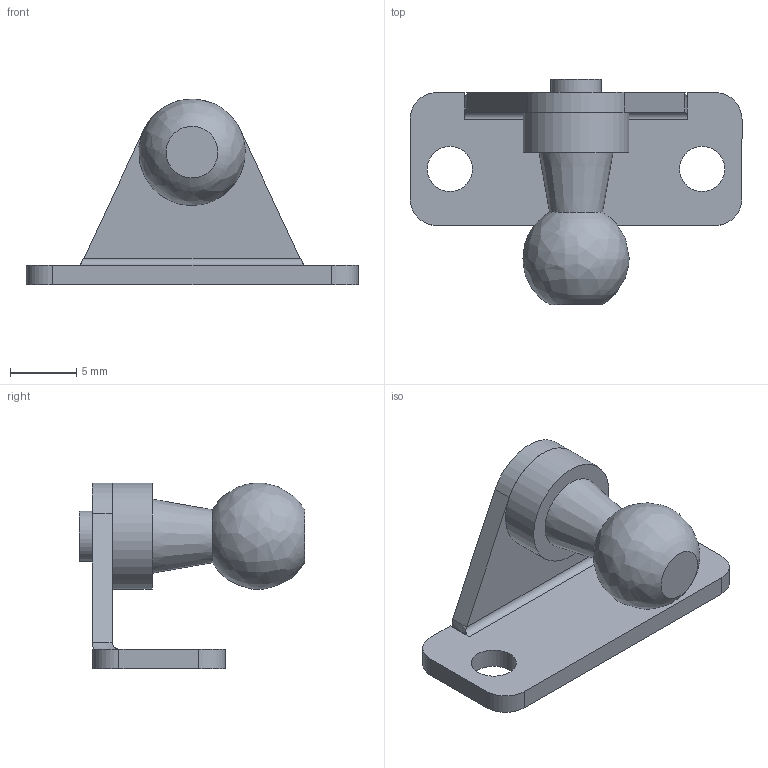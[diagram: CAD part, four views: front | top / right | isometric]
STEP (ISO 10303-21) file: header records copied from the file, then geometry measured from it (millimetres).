
FILE_DESCRIPTION(/* description */ (''),/* implementation_level */ '2;1');
FILE_NAME(/* name */ 'BB20K08.stp',/* time_stamp */ '2024-05-07T16:51:46+03:00',/* author */ (''),/* organization */ (''),/* preprocessor_version */ 'ST-DEVELOPER v16',/* originating_system */ 'SIEMENS PLM Software NX 11.0',/* authorisation */ '');
FILE_SCHEMA (('AUTOMOTIVE_DESIGN { 1 0 10303 214 3 1 1 1 }'));
Length unit declared in the file: millimetre
Products named in the file (3): Stud; Bracket; BB01K08_stp
Assembly tree (2 placements, depth 2):
  BB01K08_stp
    Bracket
    Stud
Bounding box: 25 x 17 x 14 mm (x, y, z)
Volume: 1037.1 mm3; surface area: 1303.8 mm2
Topology: 2 solids, 2 shells, 37 faces, 88 edges, 57 vertices
Faces by surface type: plane 21, cylinder 12, bspline 3, cone 1
Full cylindrical faces by diameter (mm): 3.4 x2, 3.8 x1, 4 x1, 8 x1
Entity records: 1311 total; most frequent: CARTESIAN_POINT 390, DIRECTION 178, ORIENTED_EDGE 164, EDGE_CURVE 82, AXIS2_PLACEMENT_3D 63, VERTEX_POINT 57, LINE 52, VECTOR 52
